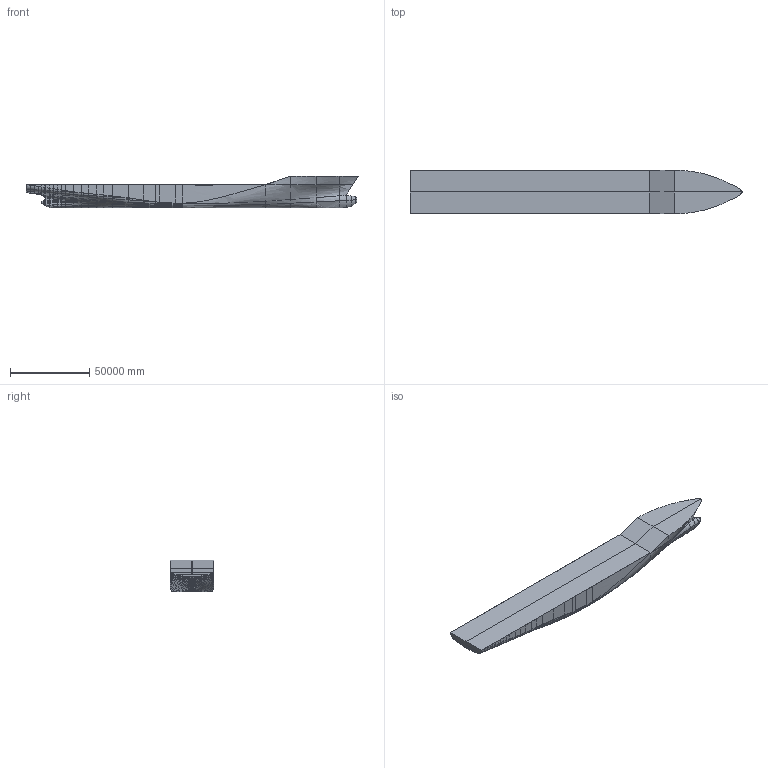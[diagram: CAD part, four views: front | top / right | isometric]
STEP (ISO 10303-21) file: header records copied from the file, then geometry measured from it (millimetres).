
FILE_DESCRIPTION(('FreeCAD Model'),'2;1');
FILE_NAME('Open CASCADE Shape Model','2025-05-03T23:24:42',('FreeCAD'),( 'FreeCAD'),'Open CASCADE STEP processor 7.6','FreeCAD','Unknown');
FILE_SCHEMA(('AUTOMOTIVE_DESIGN { 1 0 10303 214 1 1 1 1 }'));
Products named in the file (1): Open CASCADE STEP translator 7.6 1
Bounding box: 209342.24 x 27681.21 x 20173.16 mm (x, y, z)
Surface area: 15789030703.1 mm2 (no closed solid volume)
Topology: 0 solids, 649 shells, 649 faces, 2732 edges, 2708 vertices
Faces by surface type: bspline 649
Entity records: 47020 total; most frequent: CARTESIAN_POINT 32279, ORIENTED_EDGE 2708, EDGE_CURVE 2708, VERTEX_POINT 2708, B_SPLINE_CURVE_WITH_KNOTS 2708, SHELL_BASED_SURFACE_MODEL 649, OPEN_SHELL 649, ADVANCED_FACE 649
